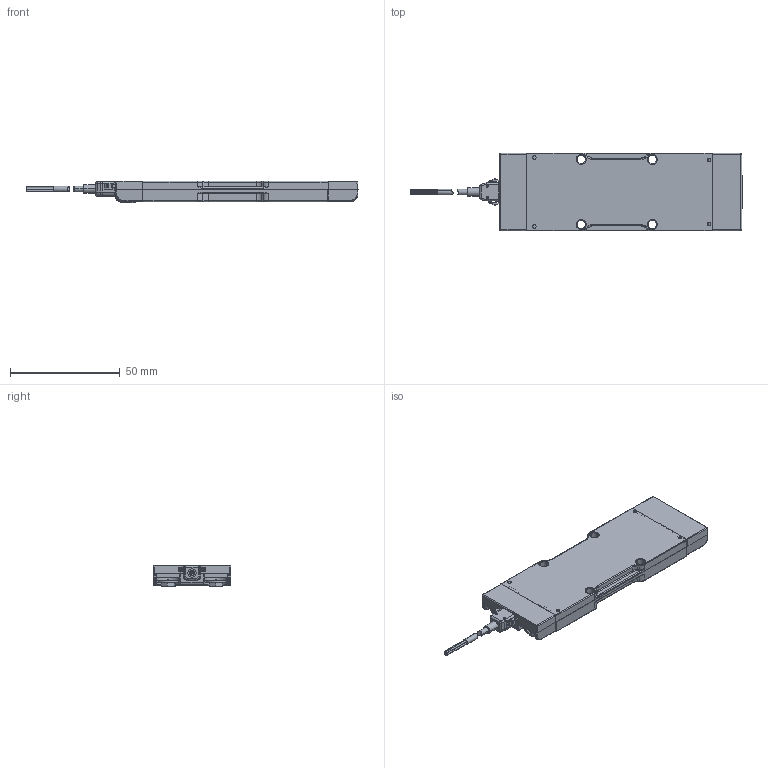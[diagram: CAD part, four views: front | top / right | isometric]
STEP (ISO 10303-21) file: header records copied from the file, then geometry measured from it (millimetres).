
FILE_DESCRIPTION (( 'STEP AP214' ), '1' );
FILE_NAME ('VIA_4414_chassis_high_current_with_comm.STEP', '2021-01-12T13:28:39', ( '' ), ( '' ), 'SwSTEP 2.0', 'SolidWorks 2017', '' );
FILE_SCHEMA (( 'AUTOMOTIVE_DESIGN' ));
Length unit declared in the file: millimetre
Products named in the file (1): VIA_4414_chassis_high_current_with_comm
Bounding box: 151.51 x 35.54 x 9.89 mm (x, y, z)
Surface area: 24887.9 mm2
Topology: 25 solids, 27 shells, 1761 faces, 4557 edges, 2867 vertices
Faces by surface type: cylinder 745, plane 509, bspline 281, cone 212, torus 14
Entity records: 103300 total; most frequent: CARTESIAN_POINT 43430, ORIENTED_EDGE 9046, DIRECTION 7517, EDGE_CURVE 4523, VERTEX_POINT 2867, AXIS2_PLACEMENT_3D 2788, LINE 1941, VECTOR 1941
